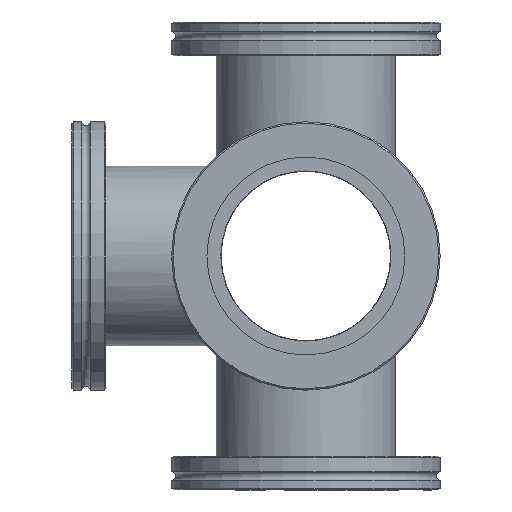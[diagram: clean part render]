
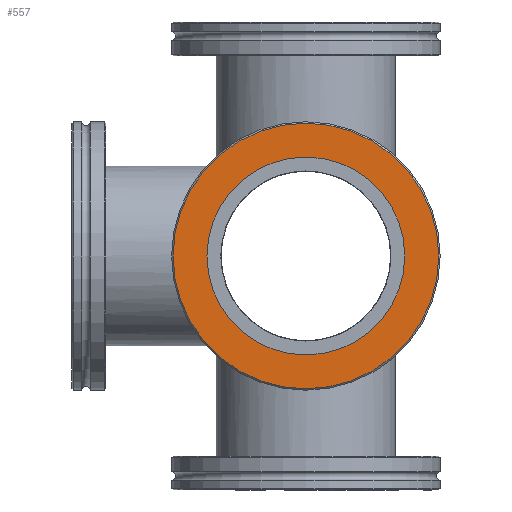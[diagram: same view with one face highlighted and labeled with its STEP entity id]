
A CAD part, front view. The second image highlights one B-rep face of the part: STEP entity #557.
In plain terms, the highlighted planar face has unit normal (0, -1, 0).
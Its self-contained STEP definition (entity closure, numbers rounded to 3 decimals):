
#69=FACE_BOUND('',#171,.T.);
#81=CIRCLE('',#683,47.);
#82=CIRCLE('',#685,35.);
#83=CIRCLE('',#686,35.);
#138=FACE_OUTER_BOUND('',#170,.T.);
#170=EDGE_LOOP('',(#445));
#171=EDGE_LOOP('',(#446,#447));
#272=VERTEX_POINT('',#1031);
#273=VERTEX_POINT('',#1035);
#274=VERTEX_POINT('',#1036);
#337=EDGE_CURVE('',#272,#272,#81,.T.);
#338=EDGE_CURVE('',#273,#274,#82,.T.);
#339=EDGE_CURVE('',#274,#273,#83,.T.);
#445=ORIENTED_EDGE('',*,*,#337,.F.);
#446=ORIENTED_EDGE('',*,*,#338,.T.);
#447=ORIENTED_EDGE('',*,*,#339,.T.);
#537=PLANE('',#684);
#557=ADVANCED_FACE('',(#138,#69),#537,.T.);
#683=AXIS2_PLACEMENT_3D('',#1033,#833,#834);
#684=AXIS2_PLACEMENT_3D('',#1034,#835,#836);
#685=AXIS2_PLACEMENT_3D('',#1037,#837,#838);
#686=AXIS2_PLACEMENT_3D('',#1038,#839,#840);
#833=DIRECTION('center_axis',(0.,1.,0.));
#834=DIRECTION('ref_axis',(1.,0.,0.));
#835=DIRECTION('center_axis',(0.,-1.,0.));
#836=DIRECTION('ref_axis',(0.,0.,-1.));
#837=DIRECTION('center_axis',(0.,1.,0.));
#838=DIRECTION('ref_axis',(1.,0.,0.));
#839=DIRECTION('center_axis',(0.,1.,0.));
#840=DIRECTION('ref_axis',(1.,0.,0.));
#1031=CARTESIAN_POINT('',(-47.,0.,0.));
#1033=CARTESIAN_POINT('Origin',(0.,0.,0.));
#1034=CARTESIAN_POINT('Origin',(-47.5,0.,0.));
#1035=CARTESIAN_POINT('',(-35.,0.,0.));
#1036=CARTESIAN_POINT('',(35.,0.,0.));
#1037=CARTESIAN_POINT('Origin',(0.,0.,0.));
#1038=CARTESIAN_POINT('Origin',(0.,0.,0.));
